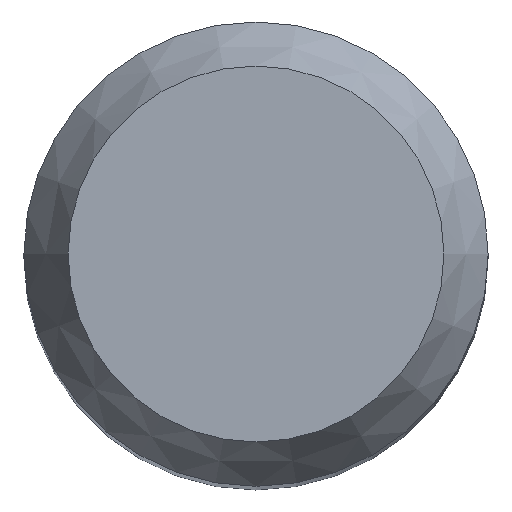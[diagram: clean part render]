
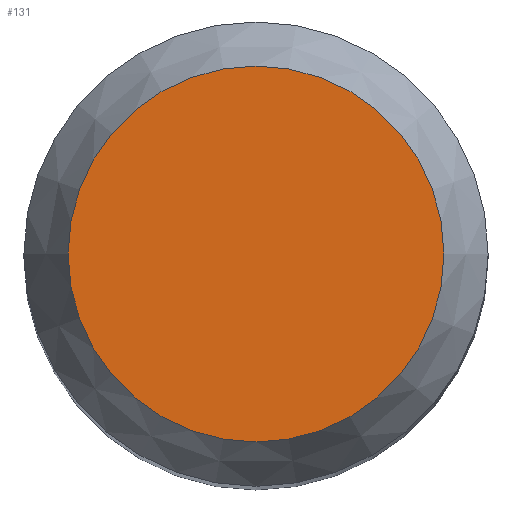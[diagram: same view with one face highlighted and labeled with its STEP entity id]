
A CAD part, top view. The second image highlights one B-rep face of the part: STEP entity #131.
In plain terms, the highlighted planar face has unit normal (0, 0, 1).
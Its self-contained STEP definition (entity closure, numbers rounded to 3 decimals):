
#114=FACE_OUTER_BOUND('',#184,.T.);
#131=ADVANCED_FACE('',(#114),#137,.T.);
#137=PLANE('',#361);
#184=EDGE_LOOP('',(#210));
#210=ORIENTED_EDGE('',*,*,#237,.T.);
#224=VERTEX_POINT('',#495);
#237=EDGE_CURVE('',#224,#224,#250,.T.);
#250=CIRCLE('',#359,4.908);
#359=AXIS2_PLACEMENT_3D('',#494,#426,#427);
#361=AXIS2_PLACEMENT_3D('',#497,#430,#431);
#426=DIRECTION('',(0.,0.,1.));
#427=DIRECTION('',(-1.,0.,0.));
#430=DIRECTION('',(0.,0.,1.));
#431=DIRECTION('',(-1.,0.,0.));
#494=CARTESIAN_POINT('',(0.,0.,0.));
#495=CARTESIAN_POINT('',(-4.908,0.,0.));
#497=CARTESIAN_POINT('',(0.,0.,0.));
